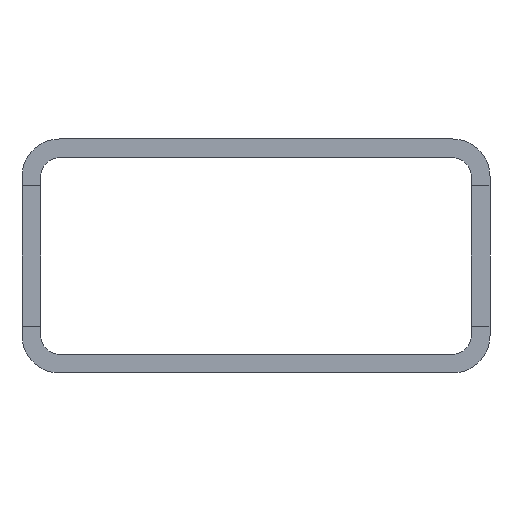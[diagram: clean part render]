
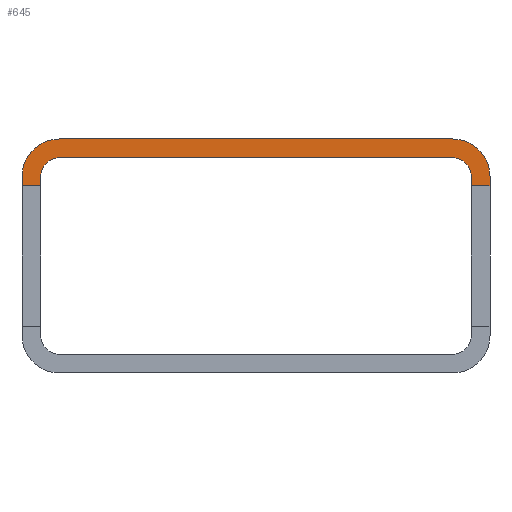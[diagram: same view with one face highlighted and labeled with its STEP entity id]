
A CAD part, front view. The second image highlights one B-rep face of the part: STEP entity #645.
In plain terms, the highlighted planar face has unit normal (0, -1, 0).
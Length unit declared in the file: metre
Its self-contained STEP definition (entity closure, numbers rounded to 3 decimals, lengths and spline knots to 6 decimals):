
#32=CIRCLE('',#695,0.004);
#33=CIRCLE('',#696,0.004);
#34=CIRCLE('',#697,0.002);
#35=CIRCLE('',#698,0.002);
#56=ORIENTED_EDGE('',*,*,#248,.F.);
#57=ORIENTED_EDGE('',*,*,#249,.T.);
#58=ORIENTED_EDGE('',*,*,#250,.T.);
#59=ORIENTED_EDGE('',*,*,#251,.T.);
#60=ORIENTED_EDGE('',*,*,#252,.F.);
#61=ORIENTED_EDGE('',*,*,#253,.T.);
#62=ORIENTED_EDGE('',*,*,#254,.F.);
#63=ORIENTED_EDGE('',*,*,#255,.F.);
#64=ORIENTED_EDGE('',*,*,#256,.T.);
#65=ORIENTED_EDGE('',*,*,#257,.F.);
#66=ORIENTED_EDGE('',*,*,#258,.T.);
#67=ORIENTED_EDGE('',*,*,#259,.F.);
#248=EDGE_CURVE('',#344,#345,#404,.T.);
#249=EDGE_CURVE('',#344,#346,#405,.T.);
#250=EDGE_CURVE('',#346,#347,#406,.T.);
#251=EDGE_CURVE('',#347,#348,#32,.T.);
#252=EDGE_CURVE('',#349,#348,#407,.T.);
#253=EDGE_CURVE('',#349,#350,#33,.T.);
#254=EDGE_CURVE('',#351,#350,#408,.T.);
#255=EDGE_CURVE('',#352,#351,#409,.T.);
#256=EDGE_CURVE('',#352,#353,#410,.T.);
#257=EDGE_CURVE('',#354,#353,#34,.T.);
#258=EDGE_CURVE('',#354,#355,#411,.T.);
#259=EDGE_CURVE('',#345,#355,#35,.T.);
#344=VERTEX_POINT('',#943);
#345=VERTEX_POINT('',#944);
#346=VERTEX_POINT('',#946);
#347=VERTEX_POINT('',#948);
#348=VERTEX_POINT('',#950);
#349=VERTEX_POINT('',#952);
#350=VERTEX_POINT('',#954);
#351=VERTEX_POINT('',#956);
#352=VERTEX_POINT('',#958);
#353=VERTEX_POINT('',#960);
#354=VERTEX_POINT('',#962);
#355=VERTEX_POINT('',#964);
#404=LINE('',#942,#484);
#405=LINE('',#945,#485);
#406=LINE('',#947,#486);
#407=LINE('',#951,#487);
#408=LINE('',#955,#488);
#409=LINE('',#957,#489);
#410=LINE('',#959,#490);
#411=LINE('',#963,#491);
#484=VECTOR('',#759,1.);
#485=VECTOR('',#760,1.);
#486=VECTOR('',#761,1.);
#487=VECTOR('',#764,1.);
#488=VECTOR('',#767,1.);
#489=VECTOR('',#768,1.);
#490=VECTOR('',#769,1.);
#491=VECTOR('',#772,1.);
#557=EDGE_LOOP('',(#56,#57,#58,#59,#60,#61,#62,#63,#64,#65,#66,#67));
#589=FACE_BOUND('',#557,.T.);
#621=PLANE('',#694);
#645=ADVANCED_FACE('',(#589),#621,.T.);
#694=AXIS2_PLACEMENT_3D('',#941,#757,#758);
#695=AXIS2_PLACEMENT_3D('',#949,#762,#763);
#696=AXIS2_PLACEMENT_3D('',#953,#765,#766);
#697=AXIS2_PLACEMENT_3D('',#961,#770,#771);
#698=AXIS2_PLACEMENT_3D('',#965,#773,#774);
#757=DIRECTION('',(0.,-1.,0.));
#758=DIRECTION('',(1.,0.,0.));
#759=DIRECTION('',(0.,0.,1.));
#760=DIRECTION('',(1.,0.,0.));
#761=DIRECTION('',(0.,0.,1.));
#762=DIRECTION('',(0.,-1.,0.));
#763=DIRECTION('',(0.,0.,-1.));
#764=DIRECTION('',(1.,0.,0.));
#765=DIRECTION('',(0.,-1.,0.));
#766=DIRECTION('',(0.,0.,-1.));
#767=DIRECTION('',(0.,0.,1.));
#768=DIRECTION('',(-1.,0.,0.));
#769=DIRECTION('',(0.,0.,1.));
#770=DIRECTION('',(0.,-1.,0.));
#771=DIRECTION('',(0.,0.,-1.));
#772=DIRECTION('',(1.,0.,0.));
#773=DIRECTION('',(0.,-1.,0.));
#774=DIRECTION('',(0.,0.,-1.));
#941=CARTESIAN_POINT('',(0.025,-1.1,0.0125));
#942=CARTESIAN_POINT('',(0.048,-1.1,0.0125));
#943=CARTESIAN_POINT('',(0.048,-1.1,0.02));
#944=CARTESIAN_POINT('',(0.048,-1.1,0.021));
#945=CARTESIAN_POINT('',(0.048,-1.1,0.02));
#946=CARTESIAN_POINT('',(0.05,-1.1,0.02));
#947=CARTESIAN_POINT('',(0.05,-1.1,0.0125));
#948=CARTESIAN_POINT('',(0.05,-1.1,0.021));
#949=CARTESIAN_POINT('',(0.046,-1.1,0.021));
#950=CARTESIAN_POINT('',(0.046,-1.1,0.025));
#951=CARTESIAN_POINT('',(0.025,-1.1,0.025));
#952=CARTESIAN_POINT('',(0.004,-1.1,0.025));
#953=CARTESIAN_POINT('',(0.004,-1.1,0.021));
#954=CARTESIAN_POINT('',(0.,-1.1,0.021));
#955=CARTESIAN_POINT('',(0.,-1.1,0.0125));
#956=CARTESIAN_POINT('',(0.,-1.1,0.02));
#957=CARTESIAN_POINT('',(0.002,-1.1,0.02));
#958=CARTESIAN_POINT('',(0.002,-1.1,0.02));
#959=CARTESIAN_POINT('',(0.002,-1.1,0.0125));
#960=CARTESIAN_POINT('',(0.002,-1.1,0.021));
#961=CARTESIAN_POINT('',(0.004,-1.1,0.021));
#962=CARTESIAN_POINT('',(0.004,-1.1,0.023));
#963=CARTESIAN_POINT('',(0.025,-1.1,0.023));
#964=CARTESIAN_POINT('',(0.046,-1.1,0.023));
#965=CARTESIAN_POINT('',(0.046,-1.1,0.021));
